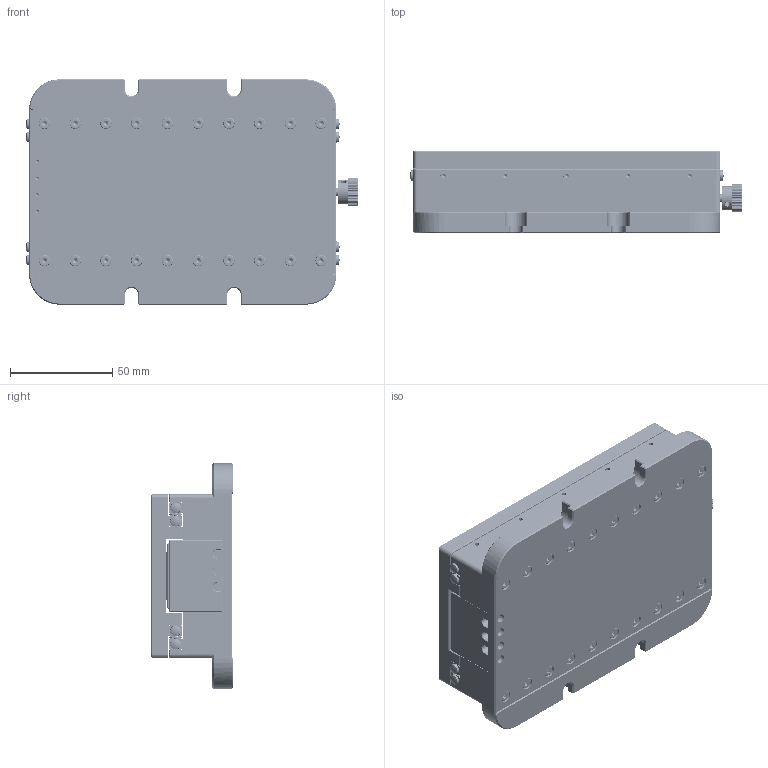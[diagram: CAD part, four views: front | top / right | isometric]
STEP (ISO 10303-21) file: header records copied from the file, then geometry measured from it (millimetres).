
FILE_DESCRIPTION (( 'STEP AP203' ), '1' );
FILE_NAME ('528655.STEP', '2024-09-21T08:06:56', ( '' ), ( '' ), 'SwSTEP 2.0', 'SolidWorks 2020', '' );
FILE_SCHEMA (( 'CONFIG_CONTROL_DESIGN' ));
Length unit declared in the file: millimetre
Products named in the file (1): 528655
Bounding box: 162 x 40 x 110 mm (x, y, z)
Volume: 375625.5 mm3; surface area: 160738.7 mm2
Topology: 89 solids, 89 shells, 4273 faces, 10420 edges, 6343 vertices
Faces by surface type: plane 2170, cylinder 1065, cone 918, bspline 100, torus 20
Entity records: 126187 total; most frequent: CARTESIAN_POINT 25257, DIRECTION 21598, ORIENTED_EDGE 20504, EDGE_CURVE 10252, AXIS2_PLACEMENT_3D 7848, VERTEX_POINT 6343, LINE 5902, VECTOR 5902
